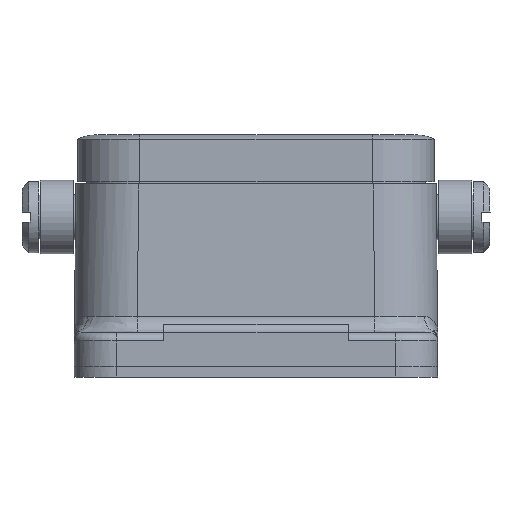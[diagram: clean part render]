
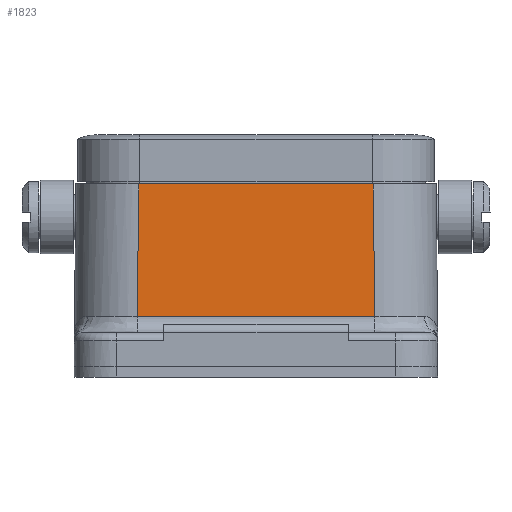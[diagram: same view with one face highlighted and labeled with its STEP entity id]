
A CAD part, left-side view. The second image highlights one B-rep face of the part: STEP entity #1823.
In plain terms, the highlighted planar face has unit normal (-1, 0, 0.026).
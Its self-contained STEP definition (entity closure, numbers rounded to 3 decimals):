
#1478=FACE_OUTER_BOUND('',#2558,.T.);
#1823=ADVANCED_FACE('',(#1478),#2187,.T.);
#2187=PLANE('',#10933);
#2558=EDGE_LOOP('',(#3623,#3624,#3625,#3626));
#3623=ORIENTED_EDGE('',*,*,#5993,.T.);
#3624=ORIENTED_EDGE('',*,*,#5951,.T.);
#3625=ORIENTED_EDGE('',*,*,#5994,.T.);
#3626=ORIENTED_EDGE('',*,*,#5912,.T.);
#5275=VERTEX_POINT('',#15907);
#5276=VERTEX_POINT('',#15909);
#5309=VERTEX_POINT('',#15986);
#5310=VERTEX_POINT('',#15988);
#5912=EDGE_CURVE('',#5276,#5275,#8490,.T.);
#5951=EDGE_CURVE('',#5310,#5309,#8509,.T.);
#5993=EDGE_CURVE('',#5275,#5310,#8534,.T.);
#5994=EDGE_CURVE('',#5309,#5276,#8535,.T.);
#8490=LINE('',#15908,#9153);
#8509=LINE('',#15987,#9172);
#8534=LINE('',#16119,#9197);
#8535=LINE('',#16120,#9198);
#9153=VECTOR('',#11997,1.);
#9172=VECTOR('',#12068,1.);
#9197=VECTOR('',#12113,1.);
#9198=VECTOR('',#12114,1.);
#10933=AXIS2_PLACEMENT_3D('',#16121,#12115,#12116);
#11997=DIRECTION('',(0.,1.,0.));
#12068=DIRECTION('',(0.,-1.,0.));
#12113=DIRECTION('',(-0.026,0.011,-1.));
#12114=DIRECTION('',(0.026,0.011,1.));
#12115=DIRECTION('',(-1.,0.,0.026));
#12116=DIRECTION('',(0.026,0.,1.));
#15907=CARTESIAN_POINT('',(-29.8,14.002,5.7));
#15908=CARTESIAN_POINT('',(-29.8,-21.5,5.7));
#15909=CARTESIAN_POINT('',(-29.8,-14.002,5.7));
#15986=CARTESIAN_POINT('',(-30.214,-14.18,-10.102));
#15987=CARTESIAN_POINT('',(-30.214,-14.202,-10.102));
#15988=CARTESIAN_POINT('',(-30.214,14.18,-10.102));
#16119=CARTESIAN_POINT('',(-30.267,14.203,-12.134));
#16120=CARTESIAN_POINT('',(-29.802,-14.003,5.616));
#16121=CARTESIAN_POINT('',(-29.8,0.,5.7));
